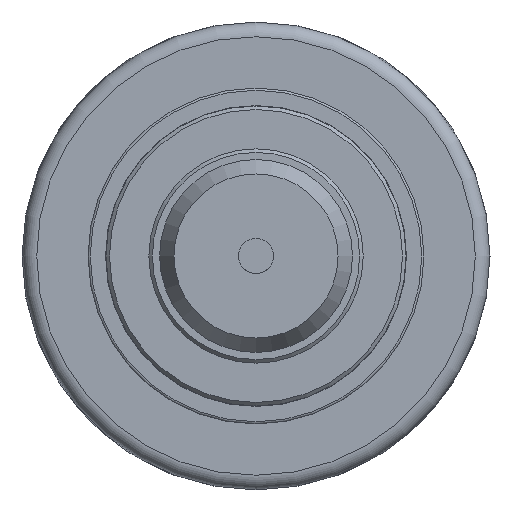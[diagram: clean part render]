
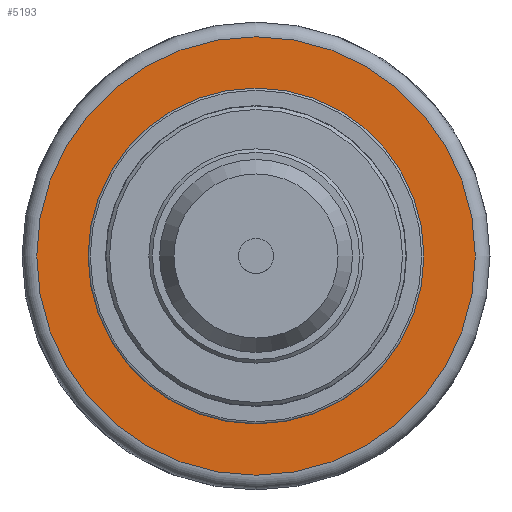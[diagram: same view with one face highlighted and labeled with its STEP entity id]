
A CAD part, left-side view. The second image highlights one B-rep face of the part: STEP entity #5193.
In plain terms, the highlighted planar face has unit normal (-1, 0, 0).
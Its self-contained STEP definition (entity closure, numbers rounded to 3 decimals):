
#53=FACE_BOUND('',#564,.T.);
#73=PLANE('',#5654);
#267=FACE_OUTER_BOUND('',#563,.T.);
#563=EDGE_LOOP('',(#3602,#3603));
#564=EDGE_LOOP('',(#3604,#3605));
#885=CIRCLE('',#5538,23.5);
#886=CIRCLE('',#5539,23.5);
#997=CIRCLE('',#5655,30.686);
#998=CIRCLE('',#5656,30.686);
#1982=VERTEX_POINT('',#8786);
#1983=VERTEX_POINT('',#8788);
#2119=VERTEX_POINT('',#9069);
#2120=VERTEX_POINT('',#9070);
#2497=EDGE_CURVE('',#1983,#1982,#885,.T.);
#2498=EDGE_CURVE('',#1982,#1983,#886,.T.);
#2637=EDGE_CURVE('',#2119,#2120,#997,.T.);
#2638=EDGE_CURVE('',#2120,#2119,#998,.T.);
#3602=ORIENTED_EDGE('',*,*,#2637,.F.);
#3603=ORIENTED_EDGE('',*,*,#2638,.F.);
#3604=ORIENTED_EDGE('',*,*,#2497,.T.);
#3605=ORIENTED_EDGE('',*,*,#2498,.T.);
#5193=ADVANCED_FACE('',(#267,#53),#73,.T.);
#5538=AXIS2_PLACEMENT_3D('',#8789,#6557,#6558);
#5539=AXIS2_PLACEMENT_3D('',#8790,#6559,#6560);
#5654=AXIS2_PLACEMENT_3D('',#9068,#6817,#6818);
#5655=AXIS2_PLACEMENT_3D('',#9071,#6819,#6820);
#5656=AXIS2_PLACEMENT_3D('',#9072,#6821,#6822);
#6557=DIRECTION('center_axis',(1.,0.,0.));
#6558=DIRECTION('ref_axis',(0.,0.,-1.));
#6559=DIRECTION('center_axis',(1.,0.,0.));
#6560=DIRECTION('ref_axis',(0.,0.,-1.));
#6817=DIRECTION('center_axis',(-1.,0.,0.));
#6818=DIRECTION('ref_axis',(0.,1.,0.));
#6819=DIRECTION('center_axis',(1.,0.,0.));
#6820=DIRECTION('ref_axis',(0.,0.,1.));
#6821=DIRECTION('center_axis',(1.,0.,0.));
#6822=DIRECTION('ref_axis',(0.,0.,1.));
#8786=CARTESIAN_POINT('',(15.85,0.,23.5));
#8788=CARTESIAN_POINT('',(15.85,0.,-23.5));
#8789=CARTESIAN_POINT('Origin',(15.85,0.,0.));
#8790=CARTESIAN_POINT('Origin',(15.85,0.,0.));
#9068=CARTESIAN_POINT('Origin',(15.85,0.,-28.075));
#9069=CARTESIAN_POINT('',(15.85,0.,-30.686));
#9070=CARTESIAN_POINT('',(15.85,30.686,0.));
#9071=CARTESIAN_POINT('Origin',(15.85,0.,0.));
#9072=CARTESIAN_POINT('Origin',(15.85,0.,0.));
